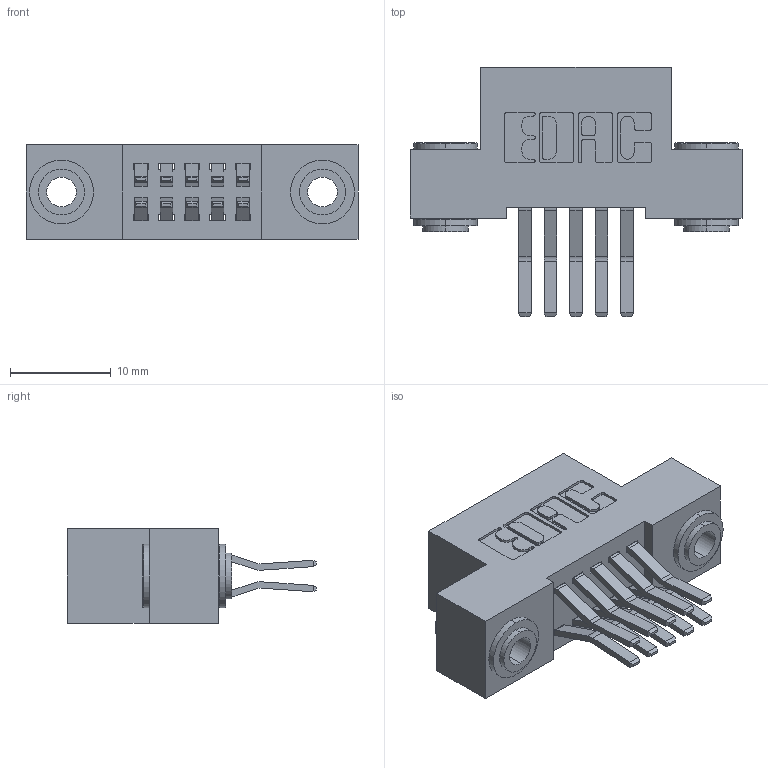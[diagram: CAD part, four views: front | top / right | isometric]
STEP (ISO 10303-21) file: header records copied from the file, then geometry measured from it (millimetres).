
FILE_DESCRIPTION (( 'STEP AP203' ), '1' );
FILE_NAME ('392-010-560-203.STEP', '2019-10-05T01:22:44', ( '' ), ( '' ), 'SwSTEP 2.0', 'SolidWorks 2016', '' );
FILE_SCHEMA (( 'CONFIG_CONTROL_DESIGN' ));
Length unit declared in the file: inch
Products named in the file (4): 342-250-002_345-250-002-102; 392-010-560-203; 342 Part_.156 TH; 345-292-001_560 Tail
Assembly tree (13 placements, depth 2):
  392-010-560-203
    342 Part_.156 TH
    345-292-001_560 Tail  x10
    342-250-002_345-250-002-102  x2
Bounding box: 33.02 x 24.78 x 9.4 mm (x, y, z)
Volume: 2880.2 mm3; surface area: 4148 mm2
Topology: 13 solids, 13 shells, 688 faces, 1985 edges, 1306 vertices
Faces by surface type: plane 436, cylinder 244, cone 8
Entity records: 8608 total; most frequent: CARTESIAN_POINT 1445, ORIENTED_EDGE 1374, DIRECTION 1337, EDGE_CURVE 687, VECTOR 531, LINE 531, VERTEX_POINT 454, AXIS2_PLACEMENT_3D 403
